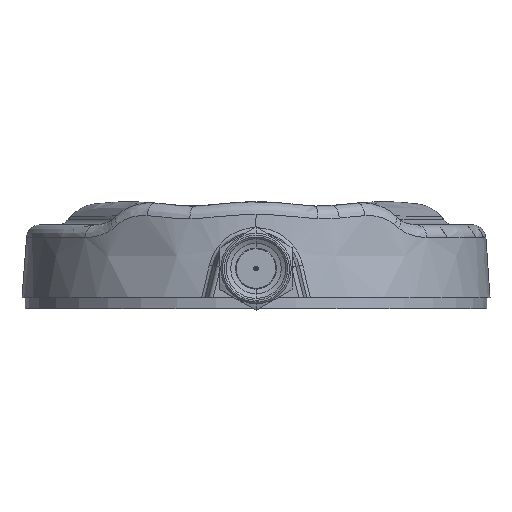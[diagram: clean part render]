
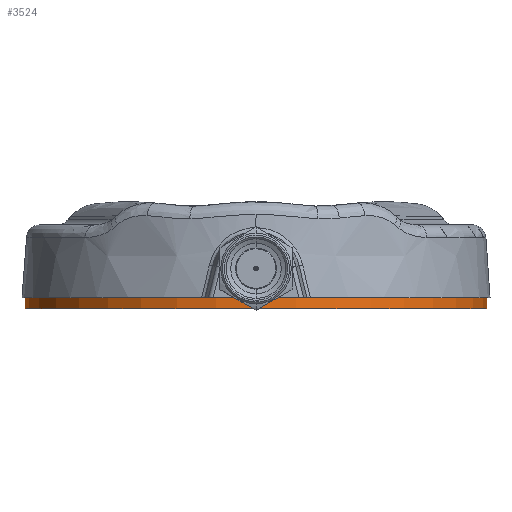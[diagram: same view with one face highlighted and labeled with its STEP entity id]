
A CAD part, front view. The second image highlights one B-rep face of the part: STEP entity #3524.
In plain terms, the highlighted cylindrical face has radius 25.35 mm (diameter 50.7 mm), a partial arc.
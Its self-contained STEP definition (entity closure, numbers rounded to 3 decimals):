
#184 = VERTEX_POINT ( 'NONE', #1336 ) ;
#388 = CIRCLE ( 'NONE', #2307, 25.35 ) ;
#403 = CYLINDRICAL_SURFACE ( 'NONE', #922, 25.35 ) ;
#495 = VECTOR ( 'NONE', #5857, 1000. ) ;
#623 = ORIENTED_EDGE ( 'NONE', *, *, #1461, .T. ) ;
#754 = LINE ( 'NONE', #826, #4616 ) ;
#826 = CARTESIAN_POINT ( 'NONE',  ( 25.35, 28., -7.7 ) ) ;
#922 = AXIS2_PLACEMENT_3D ( 'NONE', #2992, #6696, #1899 ) ;
#1067 = DIRECTION ( 'NONE',  ( 0., 0., -1. ) ) ;
#1314 = VERTEX_POINT ( 'NONE', #4759 ) ;
#1336 = CARTESIAN_POINT ( 'NONE',  ( -25.35, 28., -6.5 ) ) ;
#1461 = EDGE_CURVE ( 'NONE', #1314, #2036, #754, .T. ) ;
#1599 = DIRECTION ( 'NONE',  ( 1., 0., 0. ) ) ;
#1739 = CARTESIAN_POINT ( 'NONE',  ( 25.35, 28., -6.5 ) ) ;
#1851 = EDGE_LOOP ( 'NONE', ( #2937, #5697, #623, #3098 ) ) ;
#1899 = DIRECTION ( 'NONE',  ( 1., 0., 0. ) ) ;
#1919 = LINE ( 'NONE', #2685, #495 ) ;
#1938 = DIRECTION ( 'NONE',  ( 0., 0., 1. ) ) ;
#2036 = VERTEX_POINT ( 'NONE', #1739 ) ;
#2041 = CARTESIAN_POINT ( 'NONE',  ( 0., 28., -7.7 ) ) ;
#2307 = AXIS2_PLACEMENT_3D ( 'NONE', #2041, #1067, #6318 ) ;
#2685 = CARTESIAN_POINT ( 'NONE',  ( -25.35, 28., -7.7 ) ) ;
#2937 = ORIENTED_EDGE ( 'NONE', *, *, #5823, .F. ) ;
#2992 = CARTESIAN_POINT ( 'NONE',  ( 0., 28., -7.7 ) ) ;
#3098 = ORIENTED_EDGE ( 'NONE', *, *, #6182, .T. ) ;
#3189 = CARTESIAN_POINT ( 'NONE',  ( 0., 28., -6.5 ) ) ;
#3329 = FACE_OUTER_BOUND ( 'NONE', #1851, .T. ) ;
#3524 = ADVANCED_FACE ( 'NONE', ( #3329 ), #403, .T. ) ;
#3661 = AXIS2_PLACEMENT_3D ( 'NONE', #3189, #4797, #1599 ) ;
#4616 = VECTOR ( 'NONE', #1938, 1000. ) ;
#4759 = CARTESIAN_POINT ( 'NONE',  ( 25.35, 28., -7.7 ) ) ;
#4797 = DIRECTION ( 'NONE',  ( 0., 0., -1. ) ) ;
#5697 = ORIENTED_EDGE ( 'NONE', *, *, #6765, .F. ) ;
#5823 = EDGE_CURVE ( 'NONE', #6941, #184, #1919, .T. ) ;
#5857 = DIRECTION ( 'NONE',  ( 0., 0., 1. ) ) ;
#5919 = CARTESIAN_POINT ( 'NONE',  ( -25.35, 28., -7.7 ) ) ;
#5944 = CIRCLE ( 'NONE', #3661, 25.35 ) ;
#6182 = EDGE_CURVE ( 'NONE', #2036, #184, #5944, .T. ) ;
#6318 = DIRECTION ( 'NONE',  ( 1., 0., 0. ) ) ;
#6696 = DIRECTION ( 'NONE',  ( 0., 0., 1. ) ) ;
#6765 = EDGE_CURVE ( 'NONE', #1314, #6941, #388, .T. ) ;
#6941 = VERTEX_POINT ( 'NONE', #5919 ) ;
